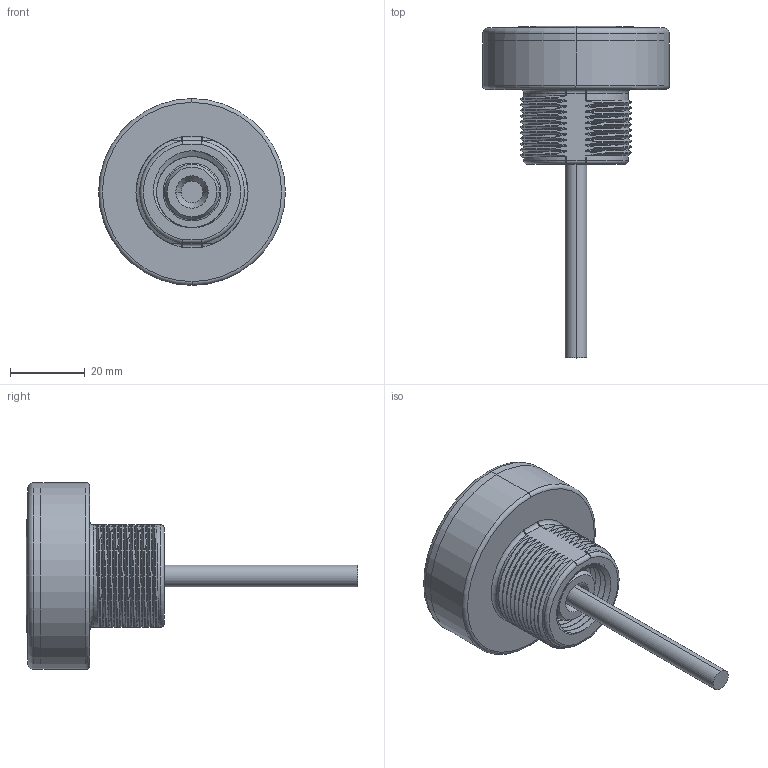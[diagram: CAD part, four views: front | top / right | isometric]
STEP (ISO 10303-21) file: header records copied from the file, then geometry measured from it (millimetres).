
FILE_DESCRIPTION((''),'2;1');
FILE_NAME('219991_SW0001','2020-12-30T10:56:16',('jeshelman'),('BANNER ENGINEERING CORP.'),'CREO PARAMETRIC BY PTC INC, 2019292','CREO PARAMETRIC BY PTC INC, 2019292','');
FILE_SCHEMA(('CONFIG_CONTROL_DESIGN','SHAPE_APPEARANCE_LAYERS_GROUPS'));
Length unit declared in the file: millimetre
Products named in the file (1): 219991_SW0001
Bounding box: 50 x 88.9 x 50 mm (x, y, z)
Volume: 44897.1 mm3; surface area: 11243.4 mm2
Topology: 1 solids, 1 shells, 155 faces, 411 edges, 262 vertices
Faces by surface type: bspline 69, cylinder 52, torus 14, plane 10, cone 6, sphere 4
Entity records: 12545 total; most frequent: CARTESIAN_POINT 8095, ORIENTED_EDGE 818, DIRECTION 461, EDGE_CURVE 409, VERTEX_POINT 262, B_SPLINE_CURVE_WITH_KNOTS 199, AXIS2_PLACEMENT_3D 165, EDGE_LOOP 161
